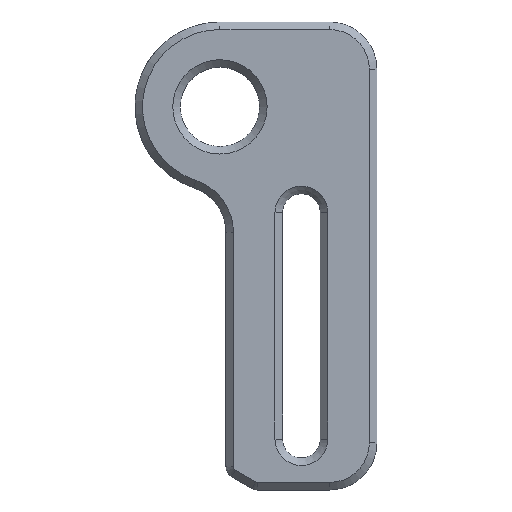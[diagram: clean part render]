
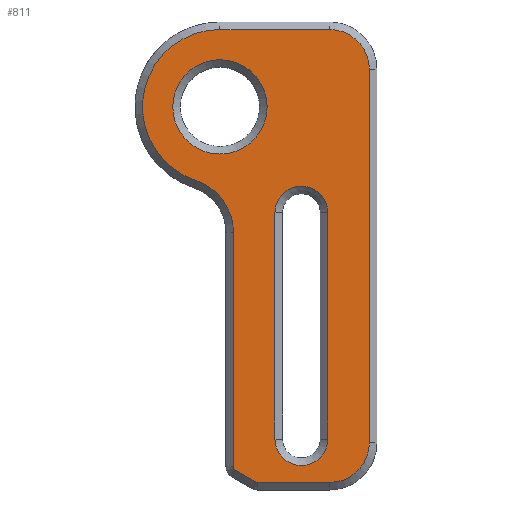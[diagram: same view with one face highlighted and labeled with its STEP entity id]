
A CAD part, top view. The second image highlights one B-rep face of the part: STEP entity #811.
In plain terms, the highlighted planar face has unit normal (0, 0, 1).
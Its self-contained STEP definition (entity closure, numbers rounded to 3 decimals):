
#26=FACE_BOUND('',#262,.T.);
#27=FACE_BOUND('',#263,.T.);
#31=PLANE('',#883);
#57=LINE('',#1265,#132);
#58=LINE('',#1269,#133);
#59=LINE('',#1273,#134);
#60=LINE('',#1277,#135);
#61=LINE('',#1282,#136);
#62=LINE('',#1285,#137);
#63=LINE('',#1289,#138);
#132=VECTOR('',#991,10.);
#133=VECTOR('',#994,10.);
#134=VECTOR('',#997,10.);
#135=VECTOR('',#1000,10.);
#136=VECTOR('',#1005,10.);
#137=VECTOR('',#1006,10.);
#138=VECTOR('',#1009,10.);
#208=FACE_OUTER_BOUND('',#261,.T.);
#261=EDGE_LOOP('',(#560,#561,#562,#563,#564,#565,#566,#567,#568,#569,#570));
#262=EDGE_LOOP('',(#571,#572,#573,#574));
#263=EDGE_LOOP('',(#575));
#322=CIRCLE('',#882,2.5);
#323=CIRCLE('',#884,0.2);
#324=CIRCLE('',#885,0.2);
#325=CIRCLE('',#886,2.1);
#326=CIRCLE('',#887,2.1);
#327=CIRCLE('',#888,4.1);
#328=CIRCLE('',#889,2.9);
#329=CIRCLE('',#890,1.4);
#330=CIRCLE('',#891,1.4);
#367=VERTEX_POINT('',#1257);
#368=VERTEX_POINT('',#1261);
#369=VERTEX_POINT('',#1262);
#370=VERTEX_POINT('',#1264);
#371=VERTEX_POINT('',#1266);
#372=VERTEX_POINT('',#1268);
#373=VERTEX_POINT('',#1270);
#374=VERTEX_POINT('',#1272);
#375=VERTEX_POINT('',#1274);
#376=VERTEX_POINT('',#1276);
#377=VERTEX_POINT('',#1278);
#378=VERTEX_POINT('',#1280);
#379=VERTEX_POINT('',#1283);
#380=VERTEX_POINT('',#1284);
#381=VERTEX_POINT('',#1286);
#382=VERTEX_POINT('',#1288);
#438=EDGE_CURVE('',#367,#367,#322,.T.);
#439=EDGE_CURVE('',#368,#369,#323,.T.);
#440=EDGE_CURVE('',#370,#368,#57,.T.);
#441=EDGE_CURVE('',#371,#370,#324,.T.);
#442=EDGE_CURVE('',#372,#371,#58,.T.);
#443=EDGE_CURVE('',#373,#372,#325,.T.);
#444=EDGE_CURVE('',#374,#373,#59,.T.);
#445=EDGE_CURVE('',#375,#374,#326,.T.);
#446=EDGE_CURVE('',#376,#375,#60,.T.);
#447=EDGE_CURVE('',#377,#376,#327,.T.);
#448=EDGE_CURVE('',#378,#377,#328,.T.);
#449=EDGE_CURVE('',#369,#378,#61,.T.);
#450=EDGE_CURVE('',#379,#380,#62,.T.);
#451=EDGE_CURVE('',#381,#379,#329,.T.);
#452=EDGE_CURVE('',#382,#381,#63,.T.);
#453=EDGE_CURVE('',#380,#382,#330,.T.);
#560=ORIENTED_EDGE('',*,*,#439,.F.);
#561=ORIENTED_EDGE('',*,*,#440,.F.);
#562=ORIENTED_EDGE('',*,*,#441,.F.);
#563=ORIENTED_EDGE('',*,*,#442,.F.);
#564=ORIENTED_EDGE('',*,*,#443,.F.);
#565=ORIENTED_EDGE('',*,*,#444,.F.);
#566=ORIENTED_EDGE('',*,*,#445,.F.);
#567=ORIENTED_EDGE('',*,*,#446,.F.);
#568=ORIENTED_EDGE('',*,*,#447,.F.);
#569=ORIENTED_EDGE('',*,*,#448,.F.);
#570=ORIENTED_EDGE('',*,*,#449,.F.);
#571=ORIENTED_EDGE('',*,*,#450,.F.);
#572=ORIENTED_EDGE('',*,*,#451,.F.);
#573=ORIENTED_EDGE('',*,*,#452,.F.);
#574=ORIENTED_EDGE('',*,*,#453,.F.);
#575=ORIENTED_EDGE('',*,*,#438,.F.);
#811=ADVANCED_FACE('',(#208,#26,#27),#31,.F.);
#882=AXIS2_PLACEMENT_3D('',#1259,#985,#986);
#883=AXIS2_PLACEMENT_3D('',#1260,#987,#988);
#884=AXIS2_PLACEMENT_3D('',#1263,#989,#990);
#885=AXIS2_PLACEMENT_3D('',#1267,#992,#993);
#886=AXIS2_PLACEMENT_3D('',#1271,#995,#996);
#887=AXIS2_PLACEMENT_3D('',#1275,#998,#999);
#888=AXIS2_PLACEMENT_3D('',#1279,#1001,#1002);
#889=AXIS2_PLACEMENT_3D('',#1281,#1003,#1004);
#890=AXIS2_PLACEMENT_3D('',#1287,#1007,#1008);
#891=AXIS2_PLACEMENT_3D('',#1290,#1010,#1011);
#985=DIRECTION('center_axis',(0.,0.,1.));
#986=DIRECTION('ref_axis',(1.,0.,0.));
#987=DIRECTION('center_axis',(0.,0.,-1.));
#988=DIRECTION('ref_axis',(-1.,0.,0.));
#989=DIRECTION('center_axis',(0.,0.,-1.));
#990=DIRECTION('ref_axis',(-0.866,-0.5,0.));
#991=DIRECTION('',(-0.866,0.5,0.));
#992=DIRECTION('center_axis',(0.,0.,-1.));
#993=DIRECTION('ref_axis',(-0.259,-0.966,0.));
#994=DIRECTION('',(-1.,0.,0.));
#995=DIRECTION('center_axis',(0.,0.,-1.));
#996=DIRECTION('ref_axis',(0.707,-0.707,0.));
#997=DIRECTION('',(0.,-1.,0.));
#998=DIRECTION('center_axis',(0.,0.,-1.));
#999=DIRECTION('ref_axis',(0.707,0.707,0.));
#1000=DIRECTION('',(1.,0.,0.));
#1001=DIRECTION('center_axis',(0.,0.,-1.));
#1002=DIRECTION('ref_axis',(-1.,0.,0.));
#1003=DIRECTION('center_axis',(0.,0.,1.));
#1004=DIRECTION('ref_axis',(0.81,0.587,0.));
#1005=DIRECTION('',(0.,1.,0.));
#1006=DIRECTION('',(0.,1.,0.));
#1007=DIRECTION('center_axis',(0.,0.,1.));
#1008=DIRECTION('ref_axis',(1.,0.,0.));
#1009=DIRECTION('',(0.,-1.,0.));
#1010=DIRECTION('center_axis',(0.,0.,1.));
#1011=DIRECTION('ref_axis',(-1.,0.,0.));
#1257=CARTESIAN_POINT('',(-27.5,-5.,0.));
#1259=CARTESIAN_POINT('Origin',(-25.,-5.,0.));
#1260=CARTESIAN_POINT('Origin',(-23.091,-12.9,0.));
#1261=CARTESIAN_POINT('',(-24.183,-24.253,0.));
#1262=CARTESIAN_POINT('',(-24.283,-24.079,0.));
#1263=CARTESIAN_POINT('Origin',(-24.083,-24.079,0.));
#1264=CARTESIAN_POINT('',(-23.108,-24.873,0.));
#1265=CARTESIAN_POINT('',(-25.624,-23.42,0.));
#1266=CARTESIAN_POINT('',(-23.008,-24.9,0.));
#1267=CARTESIAN_POINT('Origin',(-23.008,-24.7,0.));
#1268=CARTESIAN_POINT('',(-19.183,-24.9,0.));
#1269=CARTESIAN_POINT('',(-19.887,-24.9,0.));
#1270=CARTESIAN_POINT('',(-17.083,-22.8,0.));
#1271=CARTESIAN_POINT('Origin',(-19.183,-22.8,0.));
#1272=CARTESIAN_POINT('',(-17.083,-3.,0.));
#1273=CARTESIAN_POINT('',(-17.083,-6.7,0.));
#1274=CARTESIAN_POINT('',(-19.183,-0.9,0.));
#1275=CARTESIAN_POINT('Origin',(-19.183,-3.,0.));
#1276=CARTESIAN_POINT('',(-25.,-0.9,0.));
#1277=CARTESIAN_POINT('',(-24.046,-0.9,0.));
#1278=CARTESIAN_POINT('',(-26.279,-8.896,0.));
#1279=CARTESIAN_POINT('Origin',(-25.,-5.,0.));
#1280=CARTESIAN_POINT('',(-24.283,-11.651,0.));
#1281=CARTESIAN_POINT('Origin',(-27.183,-11.651,0.));
#1282=CARTESIAN_POINT('',(-24.283,-18.663,0.));
#1283=CARTESIAN_POINT('',(-19.283,-22.602,0.));
#1284=CARTESIAN_POINT('',(-19.283,-10.602,0.));
#1285=CARTESIAN_POINT('',(-19.283,-17.751,0.));
#1286=CARTESIAN_POINT('',(-22.083,-22.602,0.));
#1287=CARTESIAN_POINT('Origin',(-20.683,-22.602,0.));
#1288=CARTESIAN_POINT('',(-22.083,-10.602,0.));
#1289=CARTESIAN_POINT('',(-22.083,-11.751,0.));
#1290=CARTESIAN_POINT('Origin',(-20.683,-10.602,0.));
